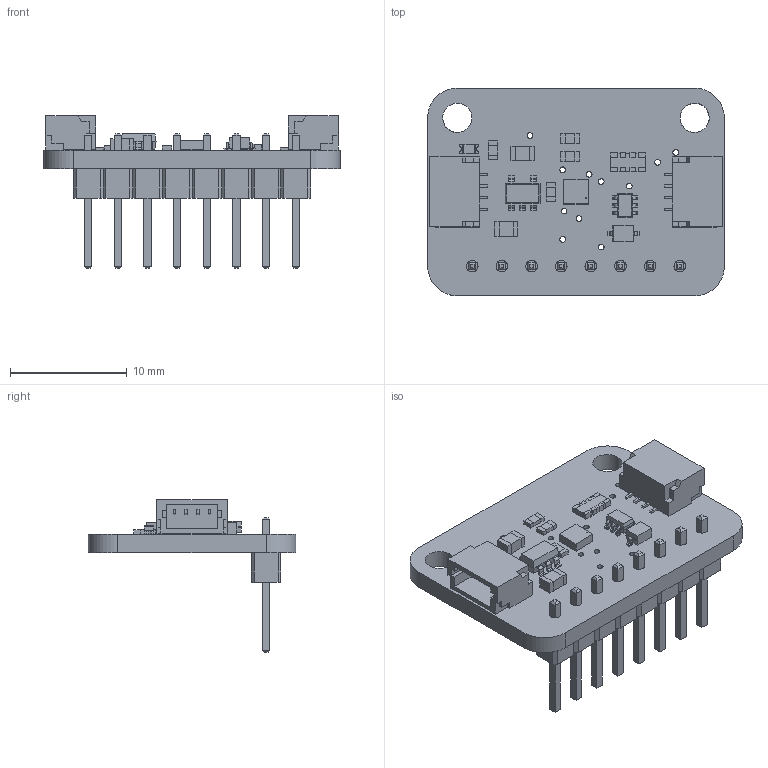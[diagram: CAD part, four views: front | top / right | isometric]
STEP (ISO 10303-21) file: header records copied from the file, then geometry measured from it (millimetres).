
FILE_DESCRIPTION(('CATIA V5 STEP Exchange'),'2;1');
FILE_NAME('Adafruit BMP390 QT.stp','2024-05-23T15:06:50+00:00',('none'),('none'),'CATIA Version 5 Release 17 (IN-10)','CATIA V5 STEP AP214','none');
FILE_SCHEMA(('AUTOMOTIVE_DESIGN { 1 0 10303 214 1 1 1 1 }'));
Length unit declared in the file: millimetre
Products named in the file (12): PCB Component; Board; 10K; 1N4148; BMP388; 10uF; AP2112K-3.3; 10K_1; BSS138; STEMMA_I2C_QT; GREEN; SOLID
Assembly tree (16 placements, depth 2):
  PCB Component
    Board
    10K  x4
    1N4148
    BMP388
    10uF  x2
    AP2112K-3.3
    10K_1
    BSS138
    STEMMA_I2C_QT  x2
    GREEN
    SOLID
Bounding box: 25.4 x 17.78 x 13.07 mm (x, y, z)
Volume: 940.1 mm3; surface area: 1956 mm2
Topology: 31 solids, 31 shells, 936 faces, 2397 edges, 1550 vertices
Faces by surface type: plane 808, cylinder 120, bspline 8
Entity records: 28807 total; most frequent: CARTESIAN_POINT 7509, ORIENTED_EDGE 4050, DIRECTION 3405, EDGE_CURVE 2025, VECTOR 1763, LINE 1763, VERTEX_POINT 1307, EDGE_LOOP 866
